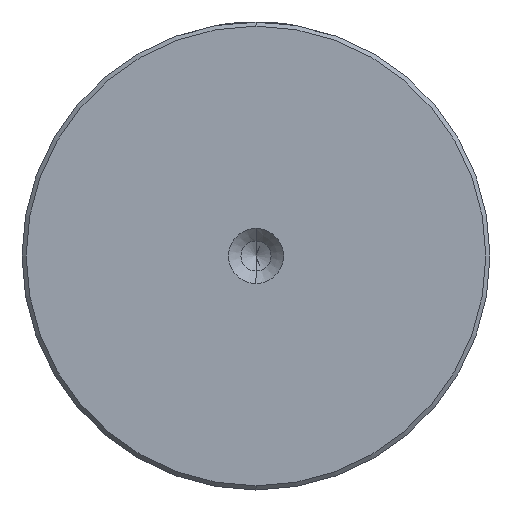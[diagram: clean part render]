
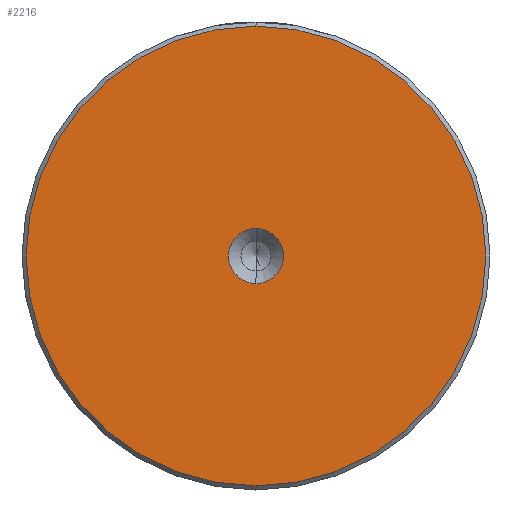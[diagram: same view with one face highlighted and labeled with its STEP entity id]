
A CAD part, left-side view. The second image highlights one B-rep face of the part: STEP entity #2216.
In plain terms, the highlighted planar face has unit normal (-1, 0, 0).
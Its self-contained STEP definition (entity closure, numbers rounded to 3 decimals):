
#83 = CARTESIAN_POINT ( 'NONE',  ( 0., 0., 27.5 ) ) ;
#92 = DIRECTION ( 'NONE',  ( 0., 0., 1. ) ) ;
#165 = DIRECTION ( 'NONE',  ( 0., 0., 1. ) ) ;
#174 = DIRECTION ( 'NONE',  ( -1., 0., 0. ) ) ;
#184 = CARTESIAN_POINT ( 'NONE',  ( 0., 0., 0. ) ) ;
#259 = ORIENTED_EDGE ( 'NONE', *, *, #2031, .F. ) ;
#355 = CARTESIAN_POINT ( 'NONE',  ( 0., 0., 0. ) ) ;
#361 = EDGE_CURVE ( 'NONE', #1790, #1383, #715, .T. ) ;
#366 = CARTESIAN_POINT ( 'NONE',  ( 0., 0., 0. ) ) ;
#428 = AXIS2_PLACEMENT_3D ( 'NONE', #1626, #492, #1825 ) ;
#492 = DIRECTION ( 'NONE',  ( -1., 0., 0. ) ) ;
#566 = DIRECTION ( 'NONE',  ( 0., 0., 1. ) ) ;
#682 = FACE_BOUND ( 'NONE', #846, .T. ) ;
#715 = CIRCLE ( 'NONE', #1154, 3.3 ) ;
#819 = VERTEX_POINT ( 'NONE', #83 ) ;
#846 = EDGE_LOOP ( 'NONE', ( #1122, #259 ) ) ;
#908 = EDGE_CURVE ( 'NONE', #819, #1021, #1112, .T. ) ;
#920 = DIRECTION ( 'NONE',  ( 0., 0., 1. ) ) ;
#949 = CARTESIAN_POINT ( 'NONE',  ( 0., 0., 3.3 ) ) ;
#1021 = VERTEX_POINT ( 'NONE', #2251 ) ;
#1041 = EDGE_LOOP ( 'NONE', ( #1296, #1705 ) ) ;
#1102 = PLANE ( 'NONE',  #1761 ) ;
#1112 = CIRCLE ( 'NONE', #428, 27.5 ) ;
#1122 = ORIENTED_EDGE ( 'NONE', *, *, #361, .F. ) ;
#1132 = CIRCLE ( 'NONE', #1134, 27.5 ) ;
#1134 = AXIS2_PLACEMENT_3D ( 'NONE', #366, #1699, #566 ) ;
#1154 = AXIS2_PLACEMENT_3D ( 'NONE', #184, #174, #165 ) ;
#1245 = DIRECTION ( 'NONE',  ( -1., 0., 0. ) ) ;
#1296 = ORIENTED_EDGE ( 'NONE', *, *, #1680, .T. ) ;
#1383 = VERTEX_POINT ( 'NONE', #2387 ) ;
#1626 = CARTESIAN_POINT ( 'NONE',  ( 0., 0., 0. ) ) ;
#1680 = EDGE_CURVE ( 'NONE', #1021, #819, #1132, .T. ) ;
#1699 = DIRECTION ( 'NONE',  ( -1., 0., 0. ) ) ;
#1705 = ORIENTED_EDGE ( 'NONE', *, *, #908, .T. ) ;
#1761 = AXIS2_PLACEMENT_3D ( 'NONE', #355, #2080, #920 ) ;
#1790 = VERTEX_POINT ( 'NONE', #949 ) ;
#1802 = AXIS2_PLACEMENT_3D ( 'NONE', #2403, #1245, #92 ) ;
#1825 = DIRECTION ( 'NONE',  ( 0., 0., 1. ) ) ;
#2001 = CIRCLE ( 'NONE', #1802, 3.3 ) ;
#2031 = EDGE_CURVE ( 'NONE', #1383, #1790, #2001, .T. ) ;
#2080 = DIRECTION ( 'NONE',  ( -1., 0., 0. ) ) ;
#2167 = FACE_OUTER_BOUND ( 'NONE', #1041, .T. ) ;
#2216 = ADVANCED_FACE ( 'NONE', ( #2167, #682 ), #1102, .T. ) ;
#2251 = CARTESIAN_POINT ( 'NONE',  ( 0., 0., -27.5 ) ) ;
#2387 = CARTESIAN_POINT ( 'NONE',  ( 0., 0., -3.3 ) ) ;
#2403 = CARTESIAN_POINT ( 'NONE',  ( 0., 0., 0. ) ) ;
